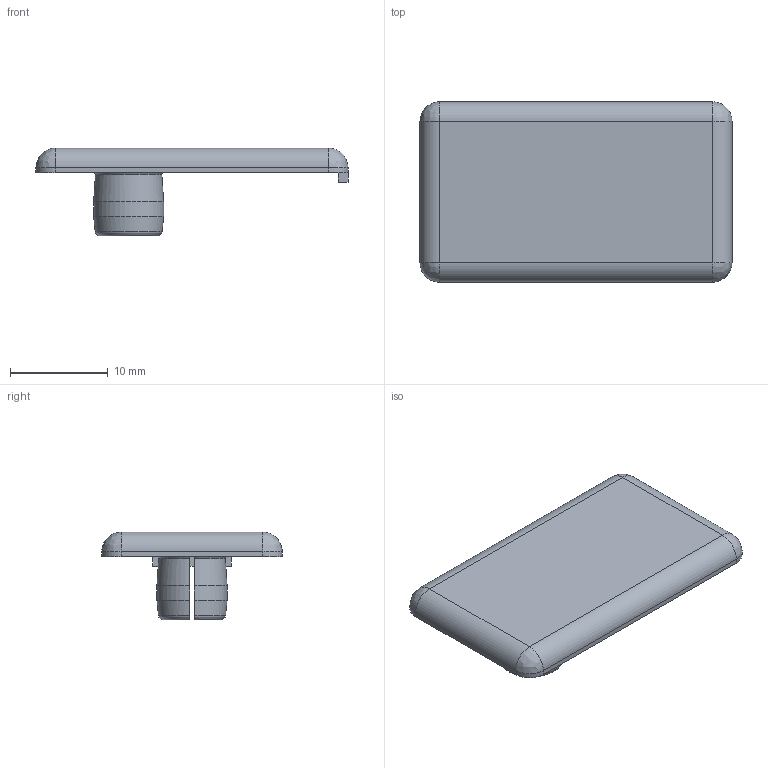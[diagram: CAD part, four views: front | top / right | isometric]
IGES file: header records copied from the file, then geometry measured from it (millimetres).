
Global section: file name: 221832; native system: Autodesk Inventor 2021; preprocessor: unknown; author: T. Włodkowski,; organization: 11; date: 20221005.085841; units: millimetre
Bounding box: 32 x 18.5 x 8.99 mm (x, y, z)
Volume: 1576.8 mm3; surface area: 1596.7 mm2
Topology: 1 solids, 1 shells, 40 faces, 100 edges, 60 vertices
Faces by surface type: bspline 40
